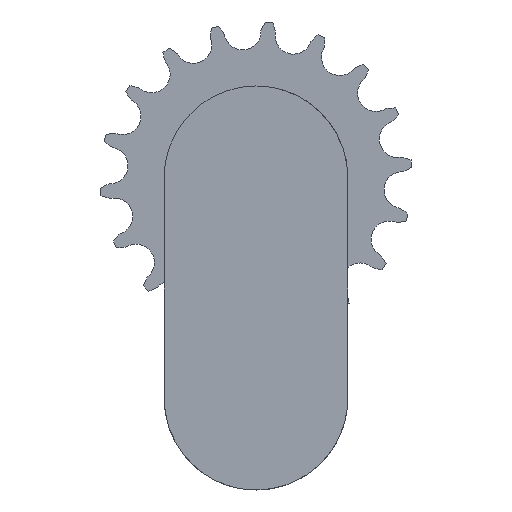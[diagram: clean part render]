
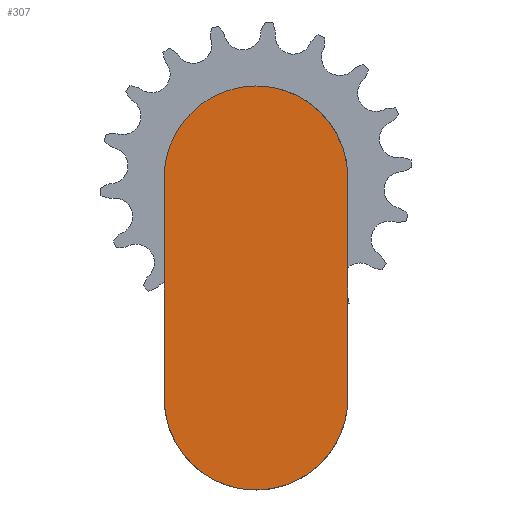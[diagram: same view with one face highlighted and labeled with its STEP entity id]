
A CAD part, front view. The second image highlights one B-rep face of the part: STEP entity #307.
In plain terms, the highlighted free-form (B-spline) face has degree [1, 1] with [2, 2] control points.
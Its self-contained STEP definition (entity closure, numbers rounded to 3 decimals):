
#145 = VERTEX_POINT('',#146);
#146 = CARTESIAN_POINT('',(-92.603,-101.74,
    75.818));
#151 = EDGE_CURVE('',#152,#145,#154,.T.);
#152 = VERTEX_POINT('',#153);
#153 = CARTESIAN_POINT('',(-58.064,-101.74,
    41.279));
#154 = ( BOUNDED_CURVE() B_SPLINE_CURVE(2,(#155,#156,#157),
.UNSPECIFIED.,.F.,.F.) B_SPLINE_CURVE_WITH_KNOTS((3,3),(1.571,
3.142),.PIECEWISE_BEZIER_KNOTS.) CURVE() 
GEOMETRIC_REPRESENTATION_ITEM() RATIONAL_B_SPLINE_CURVE((1.,
0.707,1.)) REPRESENTATION_ITEM('') );
#155 = CARTESIAN_POINT('',(-58.064,-101.74,
    41.279));
#156 = CARTESIAN_POINT('',(-58.064,-101.74,
    75.818));
#157 = CARTESIAN_POINT('',(-92.603,-101.74,
    75.818));
#191 = VERTEX_POINT('',#192);
#192 = CARTESIAN_POINT('',(-58.064,-101.74,
    -41.615));
#197 = EDGE_CURVE('',#198,#191,#200,.T.);
#198 = VERTEX_POINT('',#199);
#199 = CARTESIAN_POINT('',(-127.142,-101.74,
    -41.615));
#200 = ( BOUNDED_CURVE() B_SPLINE_CURVE(2,(#201,#202,#203,#204,#205),
.UNSPECIFIED.,.F.,.F.) B_SPLINE_CURVE_WITH_KNOTS((3,2,3),(4.712
,6.283,7.854),.PIECEWISE_BEZIER_KNOTS.) CURVE() 
GEOMETRIC_REPRESENTATION_ITEM() RATIONAL_B_SPLINE_CURVE((1.,
0.707,1.,0.707,1.)) REPRESENTATION_ITEM('') );
#201 = CARTESIAN_POINT('',(-127.142,-101.74,
    -41.615));
#202 = CARTESIAN_POINT('',(-127.142,-101.74,
    -76.154));
#203 = CARTESIAN_POINT('',(-92.603,-101.74,
    -76.154));
#204 = CARTESIAN_POINT('',(-58.064,-101.74,
    -76.154));
#205 = CARTESIAN_POINT('',(-58.064,-101.74,
    -41.615));
#232 = EDGE_CURVE('',#191,#152,#233,.T.);
#233 = B_SPLINE_CURVE_WITH_KNOTS('',1,(#234,#235),.UNSPECIFIED.,.F.,.F.,
  (2,2),(0.,60.),.PIECEWISE_BEZIER_KNOTS.);
#234 = CARTESIAN_POINT('',(-58.064,-101.74,
    -41.615));
#235 = CARTESIAN_POINT('',(-58.064,-101.74,
    41.279));
#256 = VERTEX_POINT('',#257);
#257 = CARTESIAN_POINT('',(-127.142,-101.74,
    41.279));
#262 = EDGE_CURVE('',#145,#256,#263,.T.);
#263 = ( BOUNDED_CURVE() B_SPLINE_CURVE(2,(#264,#265,#266),
.UNSPECIFIED.,.F.,.F.) B_SPLINE_CURVE_WITH_KNOTS((3,3),(3.142,
4.712),.PIECEWISE_BEZIER_KNOTS.) CURVE() 
GEOMETRIC_REPRESENTATION_ITEM() RATIONAL_B_SPLINE_CURVE((1.,
0.707,1.)) REPRESENTATION_ITEM('') );
#264 = CARTESIAN_POINT('',(-92.603,-101.74,
    75.818));
#265 = CARTESIAN_POINT('',(-127.142,-101.74,
    75.818));
#266 = CARTESIAN_POINT('',(-127.142,-101.74,
    41.279));
#297 = EDGE_CURVE('',#198,#256,#298,.T.);
#298 = B_SPLINE_CURVE_WITH_KNOTS('',1,(#299,#300),.UNSPECIFIED.,.F.,.F.,
  (2,2),(0.,60.),.PIECEWISE_BEZIER_KNOTS.);
#299 = CARTESIAN_POINT('',(-127.142,-101.74,
    -41.615));
#300 = CARTESIAN_POINT('',(-127.142,-101.74,
    41.279));
#307 = ADVANCED_FACE('',(#308),#315,.T.);
#308 = FACE_BOUND('',#309,.T.);
#309 = EDGE_LOOP('',(#310,#311,#312,#313,#314));
#310 = ORIENTED_EDGE('',*,*,#197,.T.);
#311 = ORIENTED_EDGE('',*,*,#232,.T.);
#312 = ORIENTED_EDGE('',*,*,#151,.T.);
#313 = ORIENTED_EDGE('',*,*,#262,.T.);
#314 = ORIENTED_EDGE('',*,*,#297,.F.);
#315 = B_SPLINE_SURFACE_WITH_KNOTS('',1,1,(
    (#316,#317)
    ,(#318,#319
    )),.UNSPECIFIED.,.F.,.F.,.F.,(2,2),(2,2),(-85.,25.),(-25.,25.),
  .PIECEWISE_BEZIER_KNOTS.);
#316 = CARTESIAN_POINT('',(-127.142,-101.74,
    75.818));
#317 = CARTESIAN_POINT('',(-58.064,-101.74,
    75.818));
#318 = CARTESIAN_POINT('',(-127.142,-101.74,
    -76.154));
#319 = CARTESIAN_POINT('',(-58.064,-101.74,
    -76.154));
